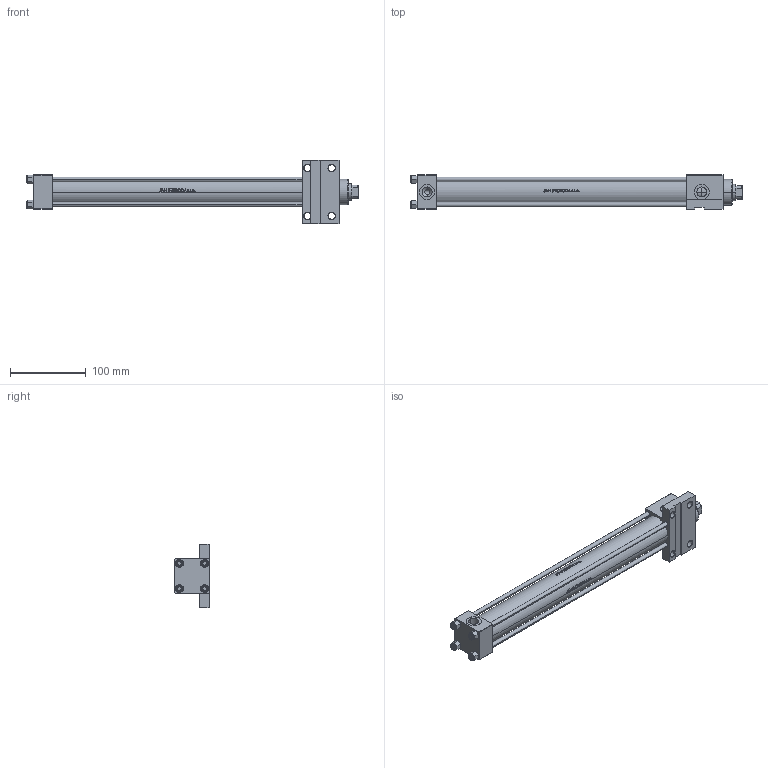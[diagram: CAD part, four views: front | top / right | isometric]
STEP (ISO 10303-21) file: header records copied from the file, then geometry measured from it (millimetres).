
FILE_DESCRIPTION (( 'STEP AP203' ), '1' );
FILE_NAME ('9cdb.STEP', '2023-08-23T04:07:41', ( '' ), ( '' ), 'SwSTEP 2.0', 'SolidWorks 2019', '' );
FILE_SCHEMA (( 'CONFIG_CONTROL_DESIGN' ));
Length unit declared in the file: millimetre
Products named in the file (6): V215_VC_A 4a06c511c127c2ad8f617999cc4302f0; V215CR_F_TYCINKA 4a06c511c127c2ad8f617999cc4302f0; V215CR_F_Body 4a06c511c127c2ad8f617999cc4302f0; V215CR_VCP_F 4a06c511c127c2ad8f617999cc4302f0; 9cdb; NUT_M5_F 4a06c511c127c2ad8f617999cc4302f0
Assembly tree (11 placements, depth 2):
  9cdb
    V215CR_F_Body 4a06c511c127c2ad8f617999cc4302f0
    V215CR_VCP_F 4a06c511c127c2ad8f617999cc4302f0
    V215CR_F_TYCINKA 4a06c511c127c2ad8f617999cc4302f0  x4
    NUT_M5_F 4a06c511c127c2ad8f617999cc4302f0  x4
    V215_VC_A 4a06c511c127c2ad8f617999cc4302f0
Bounding box: 437 x 45 x 84 mm (x, y, z)
Volume: 457853.3 mm3; surface area: 178476.8 mm2
Topology: 11 solids, 11 shells, 1102 faces, 2731 edges, 1763 vertices
Faces by surface type: plane 436, bspline 380, cone 152, cylinder 126, torus 8
Entity records: 47637 total; most frequent: CARTESIAN_POINT 25933, ORIENTED_EDGE 4954, DIRECTION 3103, EDGE_CURVE 2477, VERTEX_POINT 1619, VECTOR 1281, LINE 1281, EDGE_LOOP 1114
